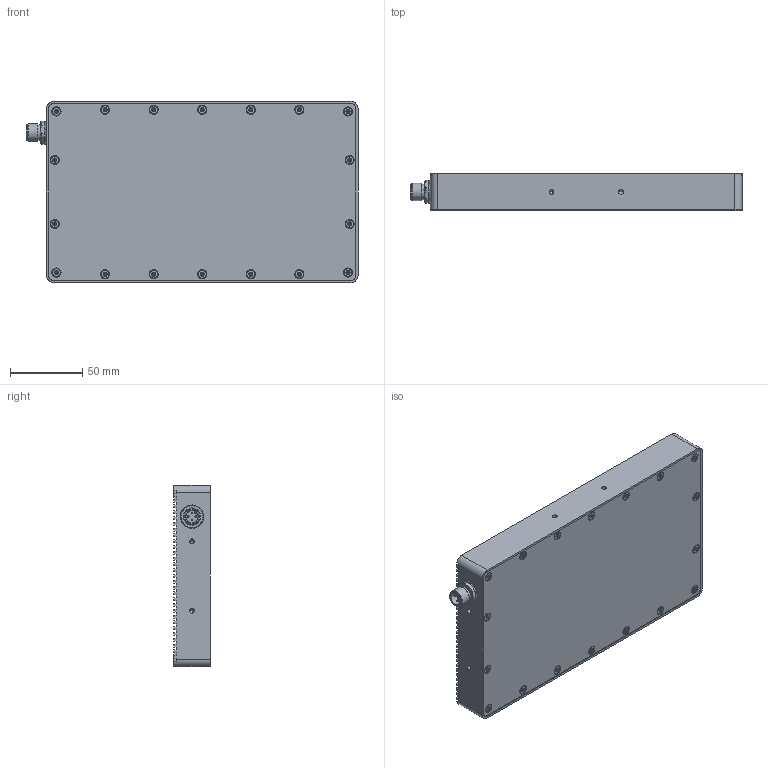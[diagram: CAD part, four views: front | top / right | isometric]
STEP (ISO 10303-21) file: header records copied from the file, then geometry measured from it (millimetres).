
FILE_DESCRIPTION (( 'STEP AP214' ), '1' );
FILE_NAME ('BD2__5_Y.STEP', '2025-02-21T19:34:04', ( '' ), ( '' ), 'SwSTEP 2.0', 'SolidWorks 2024', '' );
FILE_SCHEMA (( 'AUTOMOTIVE_DESIGN' ));
Length unit declared in the file: inch
Products named in the file (1): BD2__5_Y
Bounding box: 229.1 x 25 x 125 mm (x, y, z)
Volume: 637818.9 mm3; surface area: 94138.2 mm2
Topology: 1 solids, 32 shells, 1620 faces, 4037 edges, 2478 vertices
Faces by surface type: cylinder 816, cone 414, plane 330, torus 52, sphere 8
Full cylindrical faces by diameter (mm): 12.002 x1, 16 x1
Entity records: 54295 total; most frequent: CARTESIAN_POINT 16983, ORIENTED_EDGE 7960, DIRECTION 7479, EDGE_CURVE 3980, AXIS2_PLACEMENT_3D 2834, VERTEX_POINT 2473, VECTOR 1811, LINE 1811
